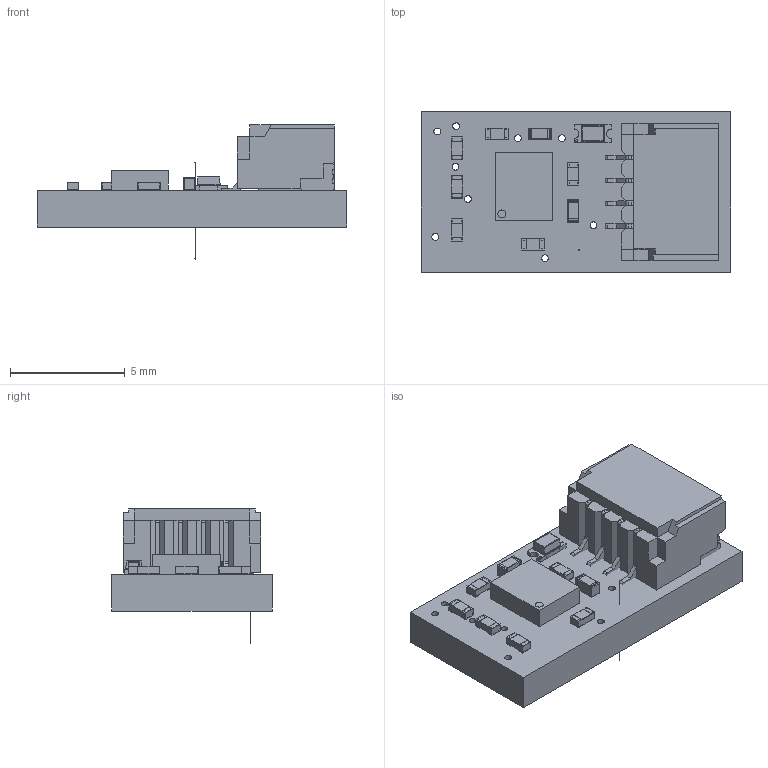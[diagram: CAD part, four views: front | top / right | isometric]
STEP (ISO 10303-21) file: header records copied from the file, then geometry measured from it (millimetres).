
FILE_DESCRIPTION(('PCB Model'),'2;1');
FILE_NAME('10381.STEP','2026-02-11T16:58:48',('Pritesh'),( 'Unspecified'),'Open CASCADE STEP processor 7.6','Proteus','Unknown' );
FILE_SCHEMA(('AUTOMOTIVE_DESIGN { 1 0 10303 214 1 1 1 1 }'));
Length unit declared in the file: millimetre
Products named in the file (69): Proteus PCB Model; Board; U1; Package; Body_1; =>[0:1:1:3]; =>[0:1:1:4]; =>[0:1:1:5]; =>[0:1:1:6]; =>[0:1:1:7]; =>[0:1:1:8]; =>[0:1:1:9]; =>[0:1:1:10]; =>[0:1:1:11]; =>[0:1:1:12]; =>[0:1:1:13]; =>[0:1:1:14]; =>[0:1:1:15]; =>[0:1:1:16]; =>[0:1:1:17]; =>[0:1:1:18]; =>[0:1:1:19]; J2; R1; R2; R3; C1; Part 3; Part 2; Part 1; C2; R4; R5; J1; Pin_1; D1; NAUO1; NAUO2; NAUO3; NAUO4 ...
Assembly tree (76 placements, depth 5):
  Proteus PCB Model
    Board
    U1
      Package
        Body_1
          =>[0:1:1:3]
          =>[0:1:1:4]
          =>[0:1:1:5]
          =>[0:1:1:6]
          =>[0:1:1:7]
          =>[0:1:1:8]
          =>[0:1:1:9]
          =>[0:1:1:10]
          =>[0:1:1:11]
          =>[0:1:1:12]
          =>[0:1:1:13]
          =>[0:1:1:14]
          =>[0:1:1:15]
          =>[0:1:1:16]
          =>[0:1:1:17]
          =>[0:1:1:18]
          =>[0:1:1:19]
    J2
      Package
        Body_1
          =>[0:1:1:3]
          =>[0:1:1:4]
          =>[0:1:1:5]
          =>[0:1:1:6]
          =>[0:1:1:7]
          =>[0:1:1:8]
          =>[0:1:1:9]
    R1
      Package
        Body_1
          =>[0:1:1:3]
          =>[0:1:1:4]
          =>[0:1:1:5]
          =>[0:1:1:6]
    R2
      Package
        Body_1
          =>[0:1:1:3]
          =>[0:1:1:4]
          =>[0:1:1:5]
          =>[0:1:1:6]
    R3
      Package
        Body_1
          =>[0:1:1:3]
          =>[0:1:1:4]
          =>[0:1:1:5]
          =>[0:1:1:6]
    C1
      Package
        Body_1
          Part 3
          Part 2
          Part 1
    C2
Bounding box: 13.5 x 7 x 5.86 mm (x, y, z)
Volume: 199.4 mm3; surface area: 537.2 mm2
Topology: 60 solids, 61 shells, 809 faces, 1976 edges, 1284 vertices
Faces by surface type: plane 685, cylinder 106, sphere 18
Full cylindrical faces by diameter (mm): 0.01 x1, 0.3 x12
Entity records: 19831 total; most frequent: CARTESIAN_POINT 2942, DIRECTION 2824, ORIENTED_EDGE 2762, EDGE_CURVE 1382, LINE 1212, VECTOR 1212, VERTEX_POINT 908, AXIS2_PLACEMENT_3D 806
